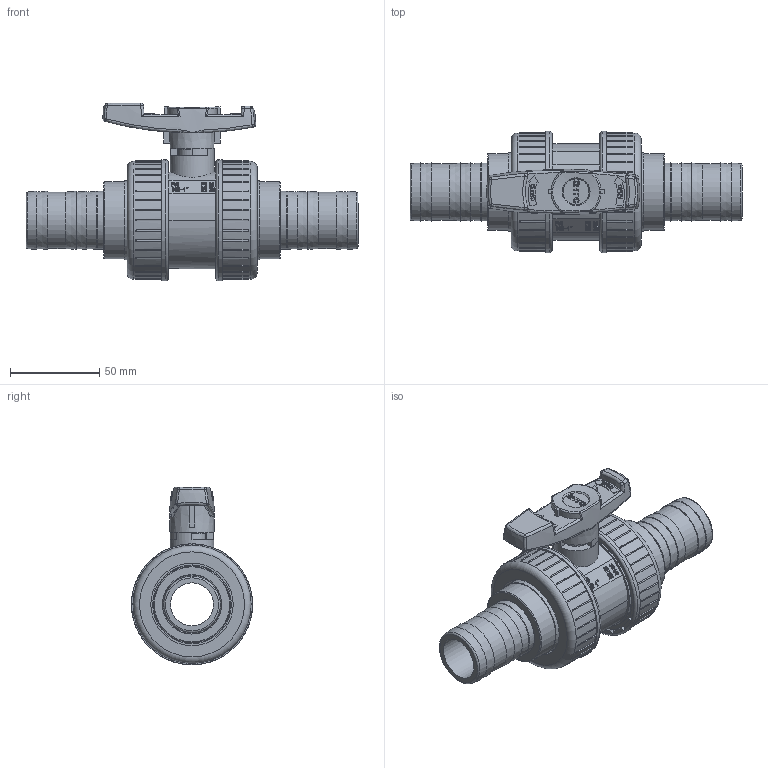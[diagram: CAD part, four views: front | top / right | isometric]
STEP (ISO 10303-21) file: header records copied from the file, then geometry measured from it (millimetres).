
FILE_DESCRIPTION(/* description */ (''),/* implementation_level */ '2;1');
FILE_NAME(/* name */ 'AK0910.032.032.step',/* time_stamp */ '2026-03-25T15:02:01+01:00',/* author */ (''),/* organization */ (''),/* preprocessor_version */ 'ST-DEVELOPER v20.1',/* originating_system */ 'Autodesk Translation Framework v14.24.0.0',/* authorisation */ '');
FILE_SCHEMA (('AUTOMOTIVE_DESIGN { 1 0 10303 214 3 1 1 }'));
Products named in the file (1): 2025-12-30-08-12-25-650
Bounding box: 185.5 x 67.68 x 99.36 mm (x, y, z)
Volume: 241548.6 mm3; surface area: 129276.4 mm2
Topology: 20 solids, 20 shells, 1541 faces, 4247 edges, 2787 vertices
Faces by surface type: plane 653, bspline 459, cylinder 259, sphere 85, torus 62, cone 23
Full cylindrical faces by diameter (mm): 1.721 x1, 2.295 x1, 12.24 x4, 15.12 x3, 15.84 x1, 16.56 x2, 18 x1, 24 x2, 24.578 x1, 25 x2, 27.36 x1, 28.08 x2, 28.8 x2, 31.5 x2, 32.544 x3, 33.12 x1, 33.84 x3, 36.432 x3, 36.72 x1, 39.96 x1, 40.421 x3, 42.768 x3, 43 x2, 44 x2, 44.28 x1, 46.08 x2, 46.8 x1, 47.52 x4, 47.808 x1, 49.68 x4
Entity records: 70794 total; most frequent: CARTESIAN_POINT 34240, ORIENTED_EDGE 8396, DIRECTION 6343, EDGE_CURVE 4198, VERTEX_POINT 2787, AXIS2_PLACEMENT_3D 2185, LINE 1973, VECTOR 1973
